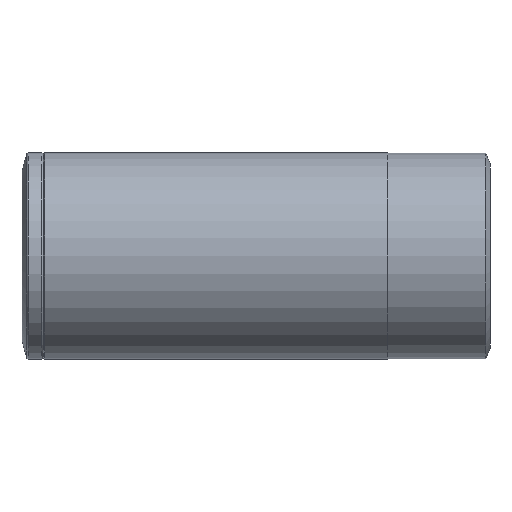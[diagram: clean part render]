
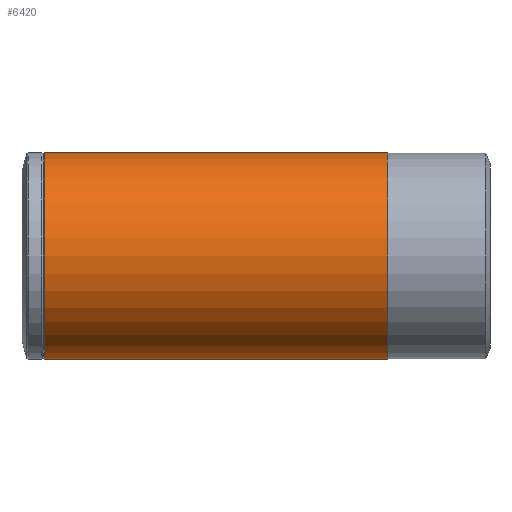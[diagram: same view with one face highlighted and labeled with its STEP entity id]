
A CAD part, front view. The second image highlights one B-rep face of the part: STEP entity #6420.
In plain terms, the highlighted cylindrical face has radius 24.295 mm (diameter 48.59 mm), a full revolution.
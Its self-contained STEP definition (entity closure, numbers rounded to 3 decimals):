
#38=FACE_BOUND('',#1877,.T.);
#39=FACE_BOUND('',#1878,.T.);
#126=B_SPLINE_CURVE_WITH_KNOTS('',3,(#10527,#10528,#10529,#10530,#10531,
#10532,#10533,#10534,#10535,#10536,#10537,#10538),.UNSPECIFIED.,.F.,.F.,
(4,2,2,2,2,4),(0.,0.136,0.272,
0.426,0.581,0.581),.UNSPECIFIED.);
#127=B_SPLINE_CURVE_WITH_KNOTS('',3,(#10545,#10546,#10547,#10548,#10549,
#10550,#10551,#10552,#10553,#10554,#10555,#10556,#10557),.UNSPECIFIED.,
 .F.,.F.,(4,2,2,2,3,4),(-0.58,-0.426,-0.272,
-0.136,0.,0.),.UNSPECIFIED.);
#128=B_SPLINE_CURVE_WITH_KNOTS('',3,(#10562,#10563,#10564,#10565,#10566,
#10567,#10568,#10569,#10570,#10571,#10572,#10573),.UNSPECIFIED.,.F.,.F.,
(4,2,2,2,2,4),(0.574,0.739,0.904,1.04,
1.177,1.177),.UNSPECIFIED.);
#129=B_SPLINE_CURVE_WITH_KNOTS('',3,(#10583,#10584,#10585,#10586,#10587,
#10588,#10589,#10590,#10591,#10592,#10593,#10594),.UNSPECIFIED.,.F.,.F.,
(4,2,2,2,2,4),(1.177,1.313,1.449,1.614,
1.779,1.78),.UNSPECIFIED.);
#288=LINE('',#10522,#667);
#296=LINE('',#10581,#675);
#667=VECTOR('',#8306,9.51);
#675=VECTOR('',#8330,9.51);
#1502=FACE_OUTER_BOUND('',#1876,.T.);
#1876=EDGE_LOOP('',(#5727));
#1877=EDGE_LOOP('',(#5728));
#1878=EDGE_LOOP('',(#5729,#5730,#5731,#5732,#5733,#5734,#5735,#5736));
#2421=CIRCLE('',#6862,24.295);
#2422=CIRCLE('',#6866,24.295);
#2497=CIRCLE('',#7275,24.295);
#2498=CIRCLE('',#7276,24.295);
#2860=VERTEX_POINT('',#10519);
#2861=VERTEX_POINT('',#10521);
#2862=VERTEX_POINT('',#10525);
#2863=VERTEX_POINT('',#10540);
#2864=VERTEX_POINT('',#10544);
#2865=VERTEX_POINT('',#10560);
#2866=VERTEX_POINT('',#10575);
#2867=VERTEX_POINT('',#10579);
#3136=VERTEX_POINT('',#11497);
#3137=VERTEX_POINT('',#11499);
#3628=EDGE_CURVE('',#2861,#2860,#288,.T.);
#3631=EDGE_CURVE('',#2860,#2862,#126,.T.);
#3633=EDGE_CURVE('',#2862,#2863,#2421,.T.);
#3634=EDGE_CURVE('',#2864,#2861,#127,.T.);
#3637=EDGE_CURVE('',#2863,#2865,#128,.T.);
#3638=EDGE_CURVE('',#2866,#2864,#2422,.T.);
#3641=EDGE_CURVE('',#2865,#2867,#296,.T.);
#3642=EDGE_CURVE('',#2867,#2866,#129,.T.);
#4078=EDGE_CURVE('',#3136,#3136,#2497,.T.);
#4079=EDGE_CURVE('',#3137,#3137,#2498,.T.);
#5727=ORIENTED_EDGE('',*,*,#4078,.T.);
#5728=ORIENTED_EDGE('',*,*,#4079,.F.);
#5729=ORIENTED_EDGE('',*,*,#3628,.T.);
#5730=ORIENTED_EDGE('',*,*,#3631,.T.);
#5731=ORIENTED_EDGE('',*,*,#3633,.T.);
#5732=ORIENTED_EDGE('',*,*,#3637,.T.);
#5733=ORIENTED_EDGE('',*,*,#3641,.T.);
#5734=ORIENTED_EDGE('',*,*,#3642,.T.);
#5735=ORIENTED_EDGE('',*,*,#3638,.T.);
#5736=ORIENTED_EDGE('',*,*,#3634,.T.);
#6081=CYLINDRICAL_SURFACE('',#7274,24.295);
#6420=ADVANCED_FACE('',(#1502,#38,#39),#6081,.T.);
#6862=AXIS2_PLACEMENT_3D('',#10542,#8314,#8315);
#6866=AXIS2_PLACEMENT_3D('',#10576,#8324,#8325);
#7274=AXIS2_PLACEMENT_3D('',#11496,#9348,#9349);
#7275=AXIS2_PLACEMENT_3D('',#11498,#9350,#9351);
#7276=AXIS2_PLACEMENT_3D('',#11500,#9352,#9353);
#8306=DIRECTION('',(-1.,0.001,-0.001));
#8314=DIRECTION('center_axis',(-1.,0.,-0.001));
#8315=DIRECTION('ref_axis',(-0.001,0.,1.));
#8324=DIRECTION('center_axis',(1.,0.,0.001));
#8325=DIRECTION('ref_axis',(-0.001,0.,1.));
#8330=DIRECTION('',(1.,0.001,0.001));
#9348=DIRECTION('center_axis',(-1.,0.,0.));
#9349=DIRECTION('ref_axis',(0.,-1.,0.));
#9350=DIRECTION('center_axis',(-1.,0.,0.));
#9351=DIRECTION('ref_axis',(0.,0.,1.));
#9352=DIRECTION('center_axis',(-1.,0.,0.));
#9353=DIRECTION('ref_axis',(0.,0.,1.));
#10519=CARTESIAN_POINT('',(24.158,139.048,13.552));
#10521=CARTESIAN_POINT('',(33.668,139.041,13.562));
#10522=CARTESIAN_POINT('',(28.913,139.045,13.557));
#10525=CARTESIAN_POINT('',(20.562,141.049,9.949));
#10527=CARTESIAN_POINT('Ctrl Pts',(24.158,139.048,13.552));
#10528=CARTESIAN_POINT('Ctrl Pts',(23.706,139.048,13.552));
#10529=CARTESIAN_POINT('Ctrl Pts',(23.232,139.11,13.461));
#10530=CARTESIAN_POINT('Ctrl Pts',(22.372,139.339,13.11));
#10531=CARTESIAN_POINT('Ctrl Pts',(21.986,139.505,12.851));
#10532=CARTESIAN_POINT('Ctrl Pts',(21.338,139.877,12.235));
#10533=CARTESIAN_POINT('Ctrl Pts',(21.047,140.115,11.823));
#10534=CARTESIAN_POINT('Ctrl Pts',(20.658,140.595,10.916));
#10535=CARTESIAN_POINT('Ctrl Pts',(20.562,140.836,10.422));
#10536=CARTESIAN_POINT('Ctrl Pts',(20.562,141.048,9.951));
#10537=CARTESIAN_POINT('Ctrl Pts',(20.562,141.048,9.95));
#10538=CARTESIAN_POINT('Ctrl Pts',(20.562,141.049,9.949));
#10540=CARTESIAN_POINT('',(20.585,139.913,-12.167));
#10542=CARTESIAN_POINT('Origin',(20.572,118.884,0.));
#10544=CARTESIAN_POINT('',(37.272,141.041,9.966));
#10545=CARTESIAN_POINT('Ctrl Pts',(37.272,141.041,9.966));
#10546=CARTESIAN_POINT('Ctrl Pts',(37.271,140.83,10.434));
#10547=CARTESIAN_POINT('Ctrl Pts',(37.175,140.589,10.927));
#10548=CARTESIAN_POINT('Ctrl Pts',(36.787,140.109,11.833));
#10549=CARTESIAN_POINT('Ctrl Pts',(36.496,139.871,12.245));
#10550=CARTESIAN_POINT('Ctrl Pts',(35.848,139.499,12.861));
#10551=CARTESIAN_POINT('Ctrl Pts',(35.462,139.333,13.12));
#10552=CARTESIAN_POINT('Ctrl Pts',(34.601,139.103,13.471));
#10553=CARTESIAN_POINT('Ctrl Pts',(34.125,139.041,13.562));
#10554=CARTESIAN_POINT('Ctrl Pts',(33.672,139.041,13.562));
#10555=CARTESIAN_POINT('Ctrl Pts',(33.671,139.041,13.562));
#10556=CARTESIAN_POINT('Ctrl Pts',(33.669,139.041,13.562));
#10557=CARTESIAN_POINT('Ctrl Pts',(33.668,139.041,13.562));
#10560=CARTESIAN_POINT('',(24.189,137.371,-15.763));
#10562=CARTESIAN_POINT('Ctrl Pts',(20.585,139.913,-12.167));
#10563=CARTESIAN_POINT('Ctrl Pts',(20.586,139.638,-12.642));
#10564=CARTESIAN_POINT('Ctrl Pts',(20.685,139.326,-13.141));
#10565=CARTESIAN_POINT('Ctrl Pts',(21.083,138.707,-14.057));
#10566=CARTESIAN_POINT('Ctrl Pts',(21.382,138.402,-14.473));
#10567=CARTESIAN_POINT('Ctrl Pts',(22.036,137.937,-15.078));
#10568=CARTESIAN_POINT('Ctrl Pts',(22.412,137.734,-15.329));
#10569=CARTESIAN_POINT('Ctrl Pts',(23.259,137.45,-15.672));
#10570=CARTESIAN_POINT('Ctrl Pts',(23.731,137.371,-15.763));
#10571=CARTESIAN_POINT('Ctrl Pts',(24.186,137.371,-15.763));
#10572=CARTESIAN_POINT('Ctrl Pts',(24.188,137.371,-15.763));
#10573=CARTESIAN_POINT('Ctrl Pts',(24.189,137.371,-15.763));
#10575=CARTESIAN_POINT('',(37.295,139.923,-12.149));
#10576=CARTESIAN_POINT('Origin',(37.282,118.884,0.));
#10579=CARTESIAN_POINT('',(33.699,137.38,-15.753));
#10581=CARTESIAN_POINT('',(28.944,137.376,-15.758));
#10583=CARTESIAN_POINT('Ctrl Pts',(33.699,137.38,-15.753));
#10584=CARTESIAN_POINT('Ctrl Pts',(34.152,137.38,-15.752));
#10585=CARTESIAN_POINT('Ctrl Pts',(34.622,137.459,-15.661));
#10586=CARTESIAN_POINT('Ctrl Pts',(35.468,137.742,-15.319));
#10587=CARTESIAN_POINT('Ctrl Pts',(35.845,137.945,-15.068));
#10588=CARTESIAN_POINT('Ctrl Pts',(36.499,138.409,-14.463));
#10589=CARTESIAN_POINT('Ctrl Pts',(36.797,138.715,-14.046));
#10590=CARTESIAN_POINT('Ctrl Pts',(37.196,139.333,-13.13));
#10591=CARTESIAN_POINT('Ctrl Pts',(37.295,139.646,-12.629));
#10592=CARTESIAN_POINT('Ctrl Pts',(37.295,139.922,-12.152));
#10593=CARTESIAN_POINT('Ctrl Pts',(37.295,139.922,-12.15));
#10594=CARTESIAN_POINT('Ctrl Pts',(37.295,139.923,-12.149));
#11496=CARTESIAN_POINT('Origin',(42.73,118.884,0.));
#11497=CARTESIAN_POINT('',(83.06,94.589,0.));
#11498=CARTESIAN_POINT('Origin',(83.06,118.884,0.));
#11499=CARTESIAN_POINT('',(2.399,94.589,0.));
#11500=CARTESIAN_POINT('Origin',(2.399,118.884,0.));
